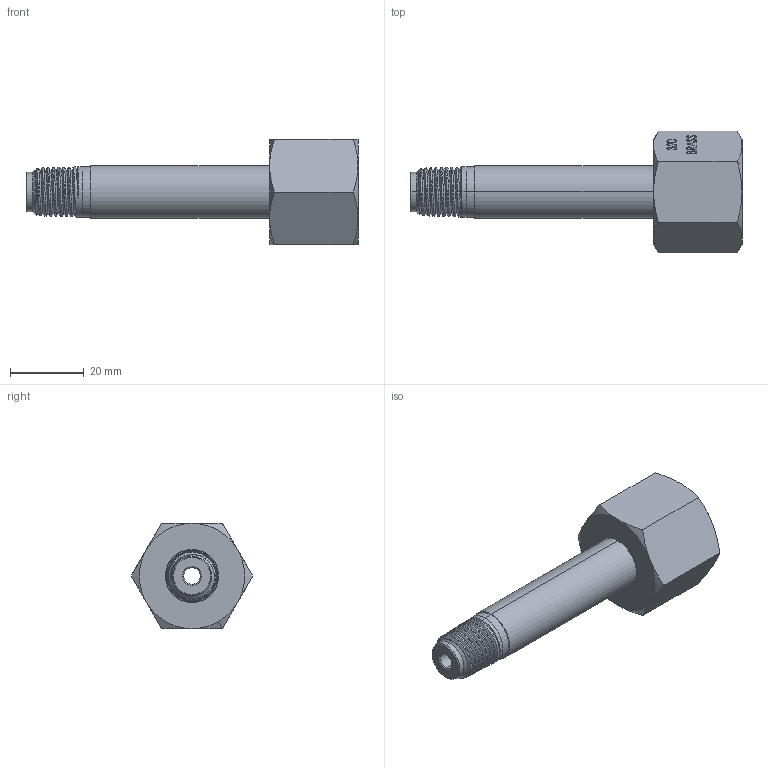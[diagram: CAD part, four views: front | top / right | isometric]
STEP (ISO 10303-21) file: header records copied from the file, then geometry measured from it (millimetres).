
FILE_DESCRIPTION (( 'STEP AP203' ), '1' );
FILE_NAME ('INL-320BR-4M-48.STEP', '2025-08-28T17:10:02', ( '' ), ( '' ), 'SwSTEP 2.0', 'SolidWorks 2018', '' );
FILE_SCHEMA (( 'CONFIG_CONTROL_DESIGN' ));
Length unit declared in the file: inch
Products named in the file (4): PRT-000769; PRT-000152; INL-320BR-4M-48; PRT-003990
Assembly tree (3 placements, depth 2):
  INL-320BR-4M-48
    PRT-000769
    PRT-003990
    PRT-000152
Bounding box: 90.12 x 33 x 28.57 mm (x, y, z)
Volume: 21721.3 mm3; surface area: 10972.9 mm2
Topology: 3 solids, 3 shells, 137 faces, 427 edges, 313 vertices
Faces by surface type: cone 57, cylinder 35, plane 35, bspline 6, torus 4
Entity records: 15116 total; most frequent: CARTESIAN_POINT 11126, ORIENTED_EDGE 854, DIRECTION 595, EDGE_CURVE 427, VERTEX_POINT 313, AXIS2_PLACEMENT_3D 229, B_SPLINE_CURVE_WITH_KNOTS 198, EDGE_LOOP 160
